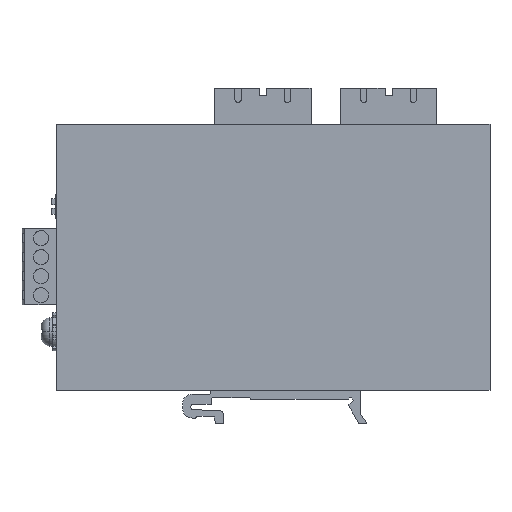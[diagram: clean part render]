
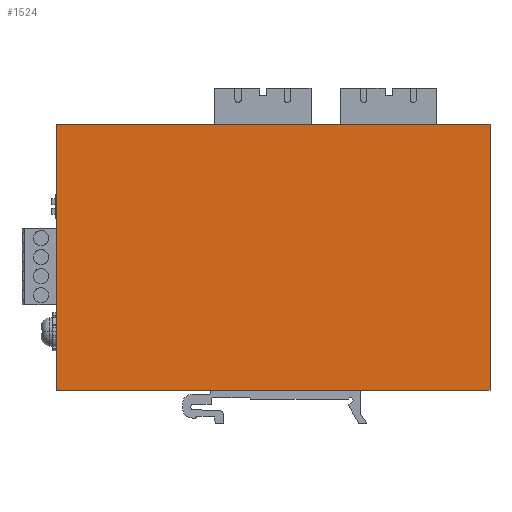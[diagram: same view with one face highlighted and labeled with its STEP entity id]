
A CAD part, left-side view. The second image highlights one B-rep face of the part: STEP entity #1524.
In plain terms, the highlighted planar face has unit normal (-1, 0, 0).
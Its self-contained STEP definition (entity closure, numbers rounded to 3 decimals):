
#1504=AXIS2_PLACEMENT_3D('Plane Axis2P3D',#1501,#1502,#1503) ;
#1190=CARTESIAN_POINT('Vertex',(0.,114.,78.8)) ;
#1193=CARTESIAN_POINT('Line Origine',(0.,57.,78.8)) ;
#1197=CARTESIAN_POINT('Vertex',(0.,0.,78.8)) ;
#1317=CARTESIAN_POINT('Vertex',(0.,114.,8.8)) ;
#1320=CARTESIAN_POINT('Line Origine',(0.,114.,43.8)) ;
#1501=CARTESIAN_POINT('Axis2P3D Location',(0.,-1.,77.8)) ;
#1506=CARTESIAN_POINT('Line Origine',(0.,0.,43.8)) ;
#1510=CARTESIAN_POINT('Vertex',(0.,0.,8.8)) ;
#1513=CARTESIAN_POINT('Line Origine',(0.,57.,8.8)) ;
#1194=DIRECTION('Vector Direction',(0.,-1.,0.)) ;
#1321=DIRECTION('Vector Direction',(0.,0.,-1.)) ;
#1502=DIRECTION('Axis2P3D Direction',(1.,0.,0.)) ;
#1503=DIRECTION('Axis2P3D XDirection',(0.,-1.,0.)) ;
#1507=DIRECTION('Vector Direction',(0.,0.,-1.)) ;
#1514=DIRECTION('Vector Direction',(0.,1.,0.)) ;
#1195=VECTOR('Line Direction',#1194,1.) ;
#1322=VECTOR('Line Direction',#1321,1.) ;
#1508=VECTOR('Line Direction',#1507,1.) ;
#1515=VECTOR('Line Direction',#1514,1.) ;
#1519=ORIENTED_EDGE('',*,*,#1512,.F.) ;
#1520=ORIENTED_EDGE('',*,*,#1199,.T.) ;
#1521=ORIENTED_EDGE('',*,*,#1324,.F.) ;
#1522=ORIENTED_EDGE('',*,*,#1517,.T.) ;
#1524=ADVANCED_FACE('SWITCH',(#1523),#1505,.F.) ;
#1199=EDGE_CURVE('',#1198,#1191,#1196,.F.) ;
#1324=EDGE_CURVE('',#1318,#1191,#1323,.F.) ;
#1512=EDGE_CURVE('',#1198,#1511,#1509,.T.) ;
#1517=EDGE_CURVE('',#1318,#1511,#1516,.F.) ;
#1518=EDGE_LOOP('',(#1519,#1520,#1521,#1522)) ;
#1523=FACE_OUTER_BOUND('',#1518,.T.) ;
#1196=LINE('Line',#1193,#1195) ;
#1323=LINE('Line',#1320,#1322) ;
#1509=LINE('Line',#1506,#1508) ;
#1516=LINE('Line',#1513,#1515) ;
#1505=PLANE('',#1504) ;
#1191=VERTEX_POINT('',#1190) ;
#1198=VERTEX_POINT('',#1197) ;
#1318=VERTEX_POINT('',#1317) ;
#1511=VERTEX_POINT('',#1510) ;
